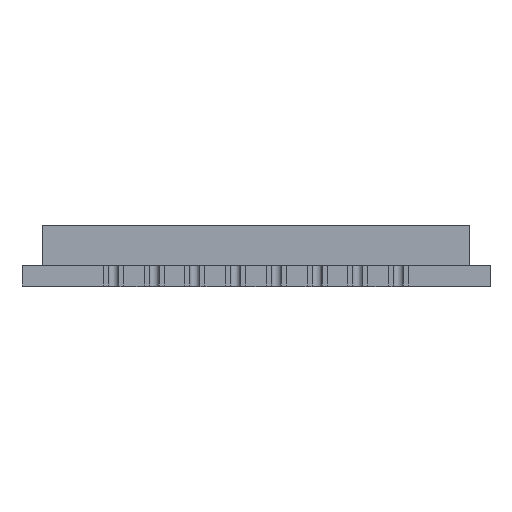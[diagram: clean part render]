
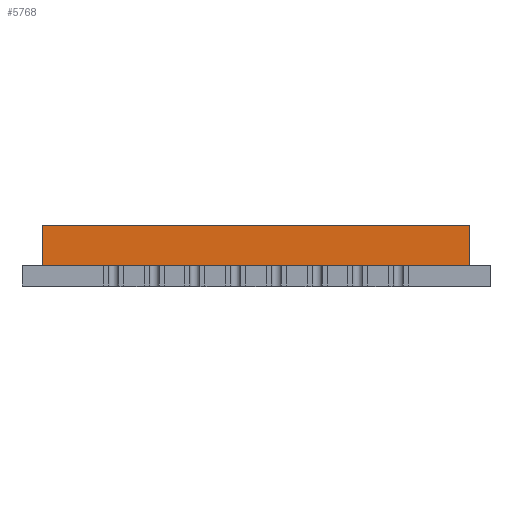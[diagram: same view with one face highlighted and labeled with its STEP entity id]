
A CAD part, top view. The second image highlights one B-rep face of the part: STEP entity #5768.
In plain terms, the highlighted planar face has unit normal (0, 0, 1).
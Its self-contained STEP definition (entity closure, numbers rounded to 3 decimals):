
#399=PLANE('',#6444);
#746=FACE_OUTER_BOUND('',#1096,.T.);
#1096=EDGE_LOOP('',(#5290,#5291,#5292,#5293));
#1614=LINE('',#9851,#2140);
#1622=LINE('',#9866,#2148);
#1623=LINE('',#9868,#2149);
#1624=LINE('',#9869,#2150);
#2140=VECTOR('',#8181,10.);
#2148=VECTOR('',#8193,10.);
#2149=VECTOR('',#8196,10.);
#2150=VECTOR('',#8197,10.);
#2927=VERTEX_POINT('',#9847);
#2929=VERTEX_POINT('',#9850);
#2933=VERTEX_POINT('',#9862);
#2934=VERTEX_POINT('',#9864);
#3713=EDGE_CURVE('',#2927,#2929,#1614,.T.);
#3721=EDGE_CURVE('',#2933,#2934,#1622,.T.);
#3722=EDGE_CURVE('',#2933,#2927,#1623,.T.);
#3723=EDGE_CURVE('',#2929,#2934,#1624,.T.);
#5290=ORIENTED_EDGE('',*,*,#3722,.F.);
#5291=ORIENTED_EDGE('',*,*,#3721,.T.);
#5292=ORIENTED_EDGE('',*,*,#3723,.F.);
#5293=ORIENTED_EDGE('',*,*,#3713,.F.);
#5768=ADVANCED_FACE('',(#746),#399,.T.);
#6444=AXIS2_PLACEMENT_3D('',#9867,#8194,#8195);
#8181=DIRECTION('',(0.,1.,0.));
#8193=DIRECTION('',(0.,1.,0.));
#8194=DIRECTION('center_axis',(0.,0.,1.));
#8195=DIRECTION('ref_axis',(1.,0.,0.));
#8196=DIRECTION('',(-1.,0.,0.));
#8197=DIRECTION('',(1.,0.,0.));
#9847=CARTESIAN_POINT('',(1.,1.,-1.));
#9850=CARTESIAN_POINT('',(1.,3.,-1.));
#9851=CARTESIAN_POINT('',(1.,1.,-1.));
#9862=CARTESIAN_POINT('',(22.,1.,-1.));
#9864=CARTESIAN_POINT('',(22.,3.,-1.));
#9866=CARTESIAN_POINT('',(22.,1.,-1.));
#9867=CARTESIAN_POINT('Origin',(1.,1.,-1.));
#9868=CARTESIAN_POINT('',(22.,1.,-1.));
#9869=CARTESIAN_POINT('',(22.,3.,-1.));
